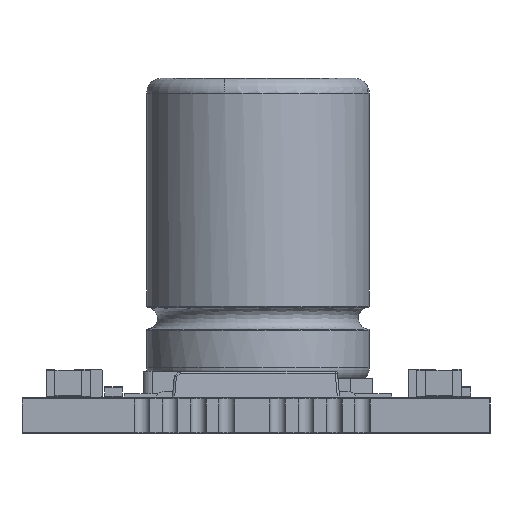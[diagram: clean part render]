
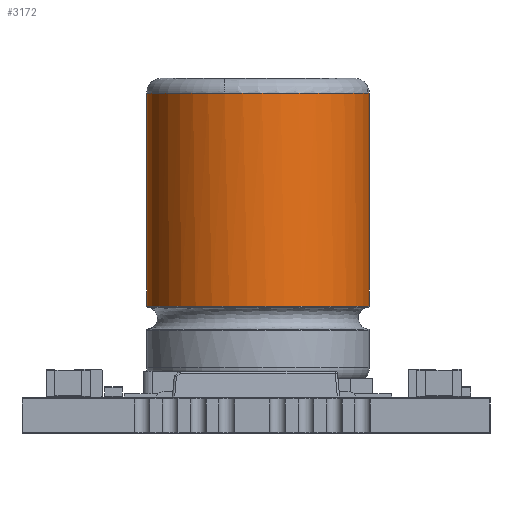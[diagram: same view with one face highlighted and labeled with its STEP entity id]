
A CAD part, left-side view. The second image highlights one B-rep face of the part: STEP entity #3172.
In plain terms, the highlighted cylindrical face has radius 5 mm (diameter 10 mm), a full revolution.
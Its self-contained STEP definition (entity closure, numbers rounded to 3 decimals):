
#2838 = VERTEX_POINT('',#2839);
#2839 = CARTESIAN_POINT('',(-5.,0.,4.081));
#2845 = EDGE_CURVE('',#2838,#2838,#2846,.T.);
#2846 = ( BOUNDED_CURVE() B_SPLINE_CURVE(13,(#2847,#2848,#2849,#2850,
    #2851,#2852,#2853,#2854,#2855,#2856,#2857,#2858,#2859,#2860),
.UNSPECIFIED.,.T.,.F.) B_SPLINE_CURVE_WITH_KNOTS((1,13,13,1),(
    -31.416,0.,31.416,62.832),
.UNSPECIFIED.) CURVE() GEOMETRIC_REPRESENTATION_ITEM() 
RATIONAL_B_SPLINE_CURVE((1.,1.,1.,1.,
    1.,1.,1.,1.,
    1.,1.,1.,1.,1.,1.)) 
REPRESENTATION_ITEM('') );
#2847 = CARTESIAN_POINT('',(-5.,0.,4.081));
#2848 = CARTESIAN_POINT('',(-5.,2.382,
    4.081));
#2849 = CARTESIAN_POINT('',(-3.769,4.818,
    4.081));
#2850 = CARTESIAN_POINT('',(-1.236,6.56,
    4.081));
#2851 = CARTESIAN_POINT('',(2.25,6.828,4.081
    ));
#2852 = CARTESIAN_POINT('',(5.261,4.971,4.081
    ));
#2853 = CARTESIAN_POINT('',(7.47,2.26,4.081
    ));
#2854 = CARTESIAN_POINT('',(7.47,-2.26,4.081)
  );
#2855 = CARTESIAN_POINT('',(5.261,-4.971,
    4.081));
#2856 = CARTESIAN_POINT('',(2.25,-6.828,
    4.081));
#2857 = CARTESIAN_POINT('',(-1.236,-6.56,
    4.081));
#2858 = CARTESIAN_POINT('',(-3.769,-4.818,
    4.081));
#2859 = CARTESIAN_POINT('',(-5.,-2.382,
    4.081));
#2860 = CARTESIAN_POINT('',(-5.,0.,4.081));
#3172 = ADVANCED_FACE('',(#3173),#3219,.T.);
#3173 = FACE_BOUND('',#3174,.T.);
#3174 = EDGE_LOOP('',(#3175,#3176,#3184,#3193,#3202,#3211,#3218));
#3175 = ORIENTED_EDGE('',*,*,#2845,.F.);
#3176 = ORIENTED_EDGE('',*,*,#3177,.T.);
#3177 = EDGE_CURVE('',#2838,#3178,#3180,.T.);
#3178 = VERTEX_POINT('',#3179);
#3179 = CARTESIAN_POINT('',(-5.,0.,13.633));
#3180 = LINE('',#3181,#3182);
#3181 = CARTESIAN_POINT('',(-5.,0.,4.033));
#3182 = VECTOR('',#3183,1.);
#3183 = DIRECTION('',(0.,0.,1.));
#3184 = ORIENTED_EDGE('',*,*,#3185,.T.);
#3185 = EDGE_CURVE('',#3178,#3186,#3188,.T.);
#3186 = VERTEX_POINT('',#3187);
#3187 = CARTESIAN_POINT('',(1.5,4.77,13.633));
#3188 = CIRCLE('',#3189,5.);
#3189 = AXIS2_PLACEMENT_3D('',#3190,#3191,#3192);
#3190 = CARTESIAN_POINT('',(0.,0.,13.633));
#3191 = DIRECTION('',(0.,0.,-1.));
#3192 = DIRECTION('',(-1.,0.,0.));
#3193 = ORIENTED_EDGE('',*,*,#3194,.T.);
#3194 = EDGE_CURVE('',#3186,#3195,#3197,.T.);
#3195 = VERTEX_POINT('',#3196);
#3196 = CARTESIAN_POINT('',(5.,0.,13.633));
#3197 = CIRCLE('',#3198,5.);
#3198 = AXIS2_PLACEMENT_3D('',#3199,#3200,#3201);
#3199 = CARTESIAN_POINT('',(0.,0.,13.633));
#3200 = DIRECTION('',(0.,0.,-1.));
#3201 = DIRECTION('',(-1.,0.,0.));
#3202 = ORIENTED_EDGE('',*,*,#3203,.T.);
#3203 = EDGE_CURVE('',#3195,#3204,#3206,.T.);
#3204 = VERTEX_POINT('',#3205);
#3205 = CARTESIAN_POINT('',(1.5,-4.77,13.633));
#3206 = CIRCLE('',#3207,5.);
#3207 = AXIS2_PLACEMENT_3D('',#3208,#3209,#3210);
#3208 = CARTESIAN_POINT('',(0.,0.,13.633));
#3209 = DIRECTION('',(0.,0.,-1.));
#3210 = DIRECTION('',(-1.,0.,0.));
#3211 = ORIENTED_EDGE('',*,*,#3212,.T.);
#3212 = EDGE_CURVE('',#3204,#3178,#3213,.T.);
#3213 = CIRCLE('',#3214,5.);
#3214 = AXIS2_PLACEMENT_3D('',#3215,#3216,#3217);
#3215 = CARTESIAN_POINT('',(0.,0.,13.633));
#3216 = DIRECTION('',(0.,0.,-1.));
#3217 = DIRECTION('',(-1.,0.,0.));
#3218 = ORIENTED_EDGE('',*,*,#3177,.F.);
#3219 = CYLINDRICAL_SURFACE('',#3220,5.);
#3220 = AXIS2_PLACEMENT_3D('',#3221,#3222,#3223);
#3221 = CARTESIAN_POINT('',(0.,0.,4.033));
#3222 = DIRECTION('',(0.,0.,1.));
#3223 = DIRECTION('',(-1.,0.,0.));
